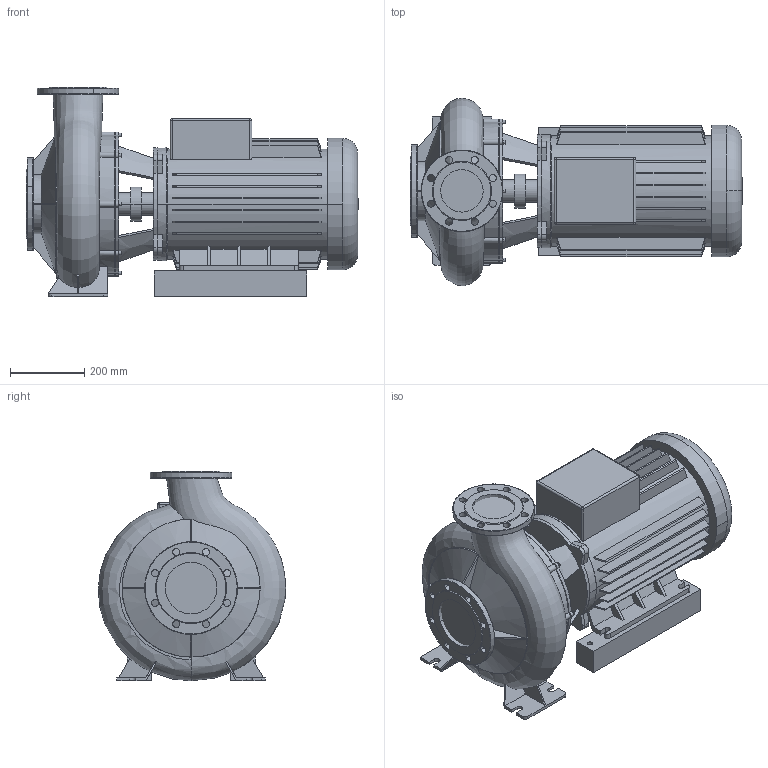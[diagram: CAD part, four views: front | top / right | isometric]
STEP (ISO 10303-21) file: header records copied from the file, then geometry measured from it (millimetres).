
FILE_DESCRIPTION((''),'2;1');
FILE_NAME('3d_BM100_295-18_5_4-2103480.stp','2011-01-26T14:43:40',(''),(''),'Mechanical Desktop 2008','Mechanical Desktop 2008',', , ');
FILE_SCHEMA(('CONFIG_CONTROL_DESIGN'));
Length unit declared in the file: millimetre
Products named in the file (1): Product
Bounding box: 894.5 x 504.99 x 565 mm (x, y, z)
Volume: 82120385.7 mm3; surface area: 3098993.9 mm2
Topology: 16 solids, 16 shells, 704 faces, 1835 edges, 1195 vertices
Faces by surface type: plane 331, bspline 201, cylinder 122, cone 44, sphere 4, torus 2
Entity records: 31392 total; most frequent: CARTESIAN_POINT 14771, ORIENTED_EDGE 3662, DIRECTION 3098, EDGE_CURVE 1831, VERTEX_POINT 1195, VECTOR 1072, LINE 1072, AXIS2_PLACEMENT_3D 1013
